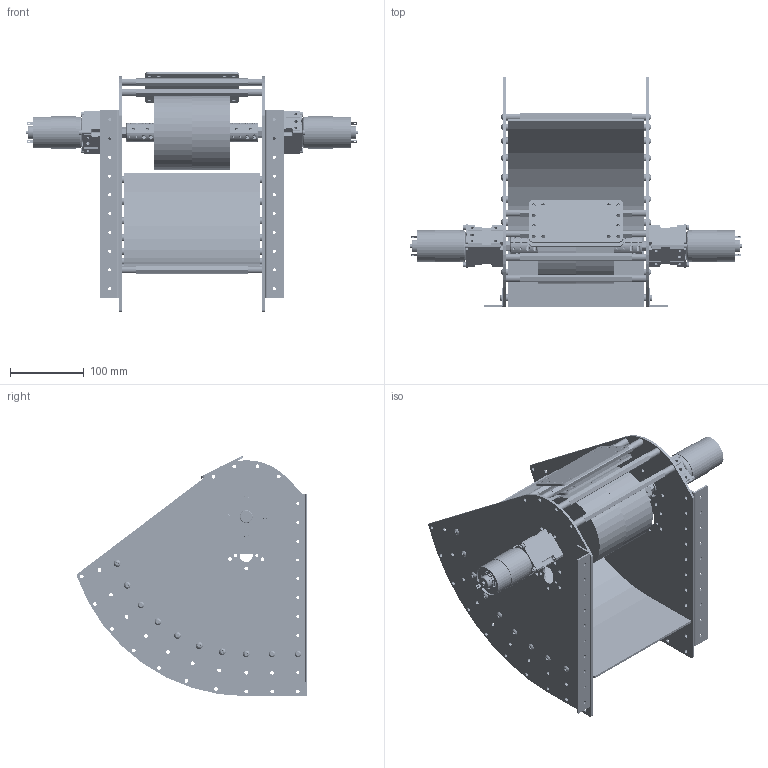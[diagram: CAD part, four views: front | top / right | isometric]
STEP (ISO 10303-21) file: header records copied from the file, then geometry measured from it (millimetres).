
FILE_DESCRIPTION (( 'STEP AP214' ), '1' );
FILE_NAME ('WCP-0281 Rev1 - GreyT Shooter (775pro VP Direct).STEP', '2020-01-09T19:10:11', ( '' ), ( '' ), 'SwSTEP 2.0', 'SolidWorks 2018', '' );
FILE_SCHEMA (( 'AUTOMOTIVE_DESIGN' ));
Length unit declared in the file: inch
Products named in the file (14): WCP-0281 Rev1 - GreyT Shooter (775pro VP Direct); WCP-0281-001 Rev1; WCP-0217 Rev1; WCP-0195 Rev1; 217-4008_500_Hex_Coupler; WCP-0281-007 Rev1; WCP-0281-005 Rev1; WCP-0281-006 Rev1; v2_versa_planetary_1_stage; WCP-0281-004 Rev1; WCP-0190-005 Rev1; 91780A094_ALUM FEM THRDED HEX STANDOFF (1)_91780A094; WCP-0256 Rev1; WCP-0195-001 Rev1
Assembly tree (81 placements, depth 3):
  WCP-0281 Rev1 - GreyT Shooter (775pro VP Direct)
    WCP-0281-001 Rev1  x2
    WCP-0217 Rev1  x30
    WCP-0281-005 Rev1  x2
    WCP-0281-006 Rev1
    WCP-0281-007 Rev1
    WCP-0195 Rev1  x2
      WCP-0190-005 Rev1
      WCP-0195-001 Rev1
    217-4008_500_Hex_Coupler  x2
    WCP-0281-004 Rev1  x2
    91780A094_ALUM FEM THRDED HEX STANDOFF (1)_91780A094  x15
    WCP-0256 Rev1  x20
    v2_versa_planetary_1_stage  x2
Bounding box: 448.9 x 311.77 x 325.05 mm (x, y, z)
Volume: 2092769.1 mm3; surface area: 894200.7 mm2
Topology: 151 solids, 151 shells, 7989 faces, 20985 edges, 13512 vertices
Faces by surface type: cylinder 3857, plane 1738, cone 1180, bspline 1174, sphere 40
Entity records: 189675 total; most frequent: CARTESIAN_POINT 93438, ORIENTED_EDGE 14632, DIRECTION 12722, EDGE_CURVE 7316, AXIS2_PLACEMENT_3D 4906, VERTEX_POINT 4729, EDGE_LOOP 3225, LINE 2910
